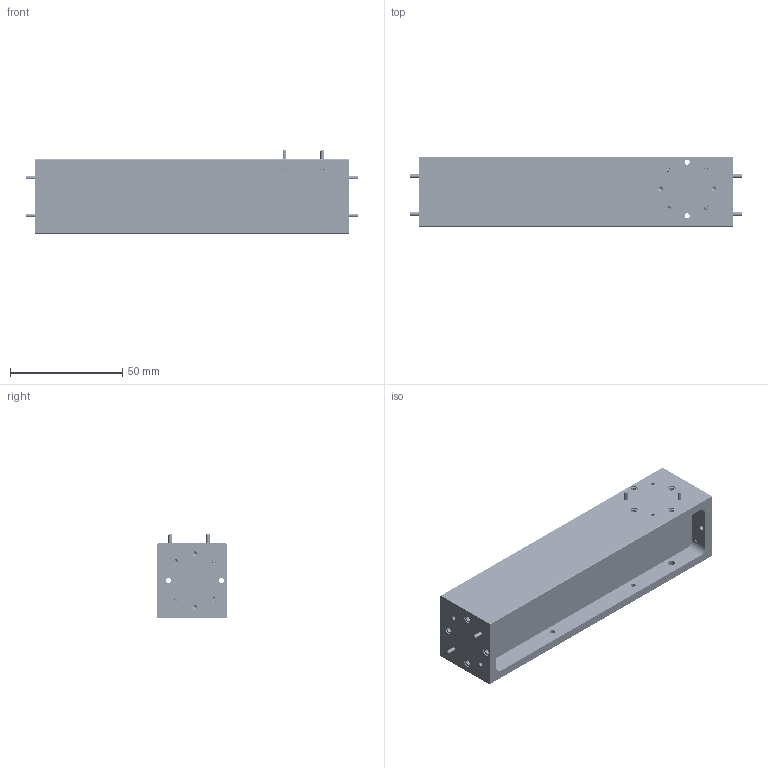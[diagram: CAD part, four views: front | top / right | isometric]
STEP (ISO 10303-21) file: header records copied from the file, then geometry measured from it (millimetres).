
FILE_DESCRIPTION (( 'STEP AP203' ), '1' );
FILE_NAME ('DMWD-19-101-1, df.STEP', '2017-06-08T18:24:10', ( '' ), ( '' ), 'SwSTEP 2.0', 'SolidWorks 2013', '' );
FILE_SCHEMA (( 'CONFIG_CONTROL_DESIGN' ));
Products named in the file (1): DMWD-19-101-1, df
Bounding box: 147.83 x 31.19 x 37.08 mm (x, y, z)
Volume: 89363 mm3; surface area: 52295 mm2
Topology: 51 solids, 51 shells, 2869 faces, 7837 edges, 5075 vertices
Faces by surface type: cylinder 2027, cone 402, plane 398, bspline 42
Entity records: 130330 total; most frequent: CARTESIAN_POINT 67641, ORIENTED_EDGE 15542, DIRECTION 10967, EDGE_CURVE 7771, VERTEX_POINT 5075, AXIS2_PLACEMENT_3D 4046, EDGE_LOOP 3072, LINE 2875
